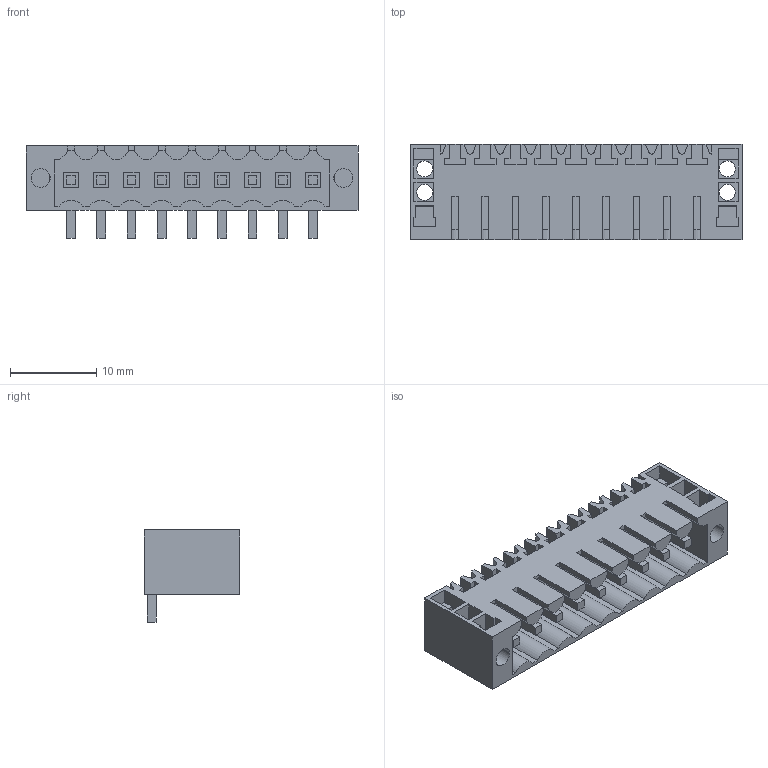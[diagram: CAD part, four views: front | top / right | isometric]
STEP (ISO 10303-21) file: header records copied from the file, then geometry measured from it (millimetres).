
FILE_DESCRIPTION(('CATIA V5 STEP Exchange','CAx-IF Rec.Pracs.--- Model Styling and Organization---1.2---2011-12-15'),'2;1');
FILE_NAME ('D1454372_0_1681710000_1681710000.stp','2018-03-06T12:16:59+00:00',('none'),('Weidmueller'),'CATIA Version 5-6 Release 2014','CATIA V5 STEP AP214','none');
FILE_SCHEMA(('AUTOMOTIVE_DESIGN { 1 0 10303 214 1 1 1 1 }'));
Length unit declared in the file: millimetre
Products named in the file (1): 1681710000
Bounding box: 38.4 x 11.05 x 10.65 mm (x, y, z)
Volume: 1425.8 mm3; surface area: 3923.8 mm2
Topology: 10 solids, 10 shells, 586 faces, 1764 edges, 1204 vertices
Faces by surface type: plane 533, cylinder 53
Entity records: 18342 total; most frequent: ORIENTED_EDGE 3528, CARTESIAN_POINT 3305, DIRECTION 2436, EDGE_CURVE 1764, VECTOR 1640, LINE 1640, VERTEX_POINT 1204, EDGE_LOOP 628
